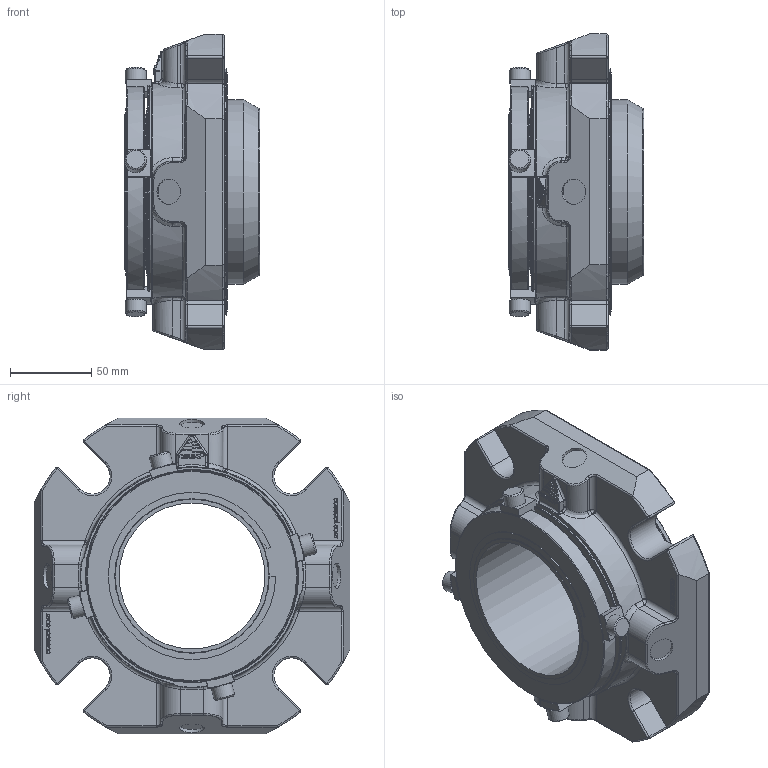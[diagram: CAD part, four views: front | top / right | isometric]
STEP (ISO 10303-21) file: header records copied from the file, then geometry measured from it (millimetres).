
FILE_DESCRIPTION(/* description */ ('Unknown'),/* implementation_level */ '2;1');
FILE_NAME(/* name */ '90mm SMSS SEAL ARRANGEMENT',/* time_stamp */ '2023-05-09T13:53:29+01:00',/* author */ ('Unknown'),/* organization */ ('Unknown'),/* preprocessor_version */ 'ST-DEVELOPER v18.102',/* originating_system */ 'Solid Edge',/* authorisation */ 'Unknown');
FILE_SCHEMA (('AUTOMOTIVE_DESIGN {1 0 10303 214 3 1 1}'));
Length unit declared in the file: millimetre
Products named in the file (1): 90mm
Bounding box: 83.46 x 194.82 x 194.82 mm (x, y, z)
Volume: 1002211.6 mm3; surface area: 133579.3 mm2
Topology: 1 solids, 1 shells, 923 faces, 2380 edges, 1447 vertices
Faces by surface type: cylinder 272, bspline 251, plane 250, torus 99, sphere 26, cone 25
Full cylindrical faces by diameter (mm): 2.194 x1, 13 x4, 15.5 x4, 89.992 x1, 95.225 x2, 95.885 x1, 103.175 x1, 110.617 x1, 113.919 x1, 130.175 x2, 131.699 x1, 147.5 x1, 152.041 x1
Entity records: 32830 total; most frequent: CARTESIAN_POINT 12314, ORIENTED_EDGE 4542, DIRECTION 3810, EDGE_CURVE 2271, AXIS2_PLACEMENT_3D 1436, VERTEX_POINT 1427, EDGE_LOOP 1018, FACE_BOUND 1018
